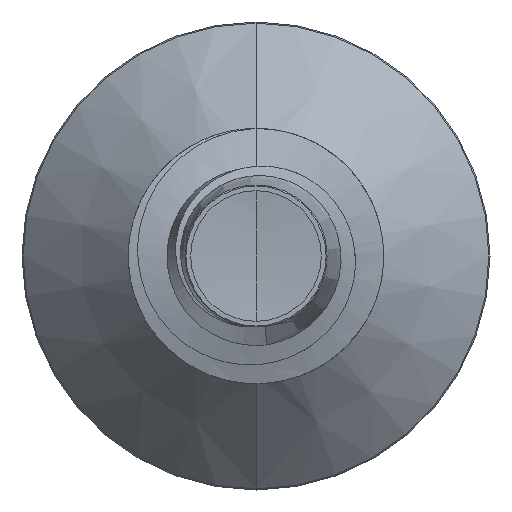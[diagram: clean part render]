
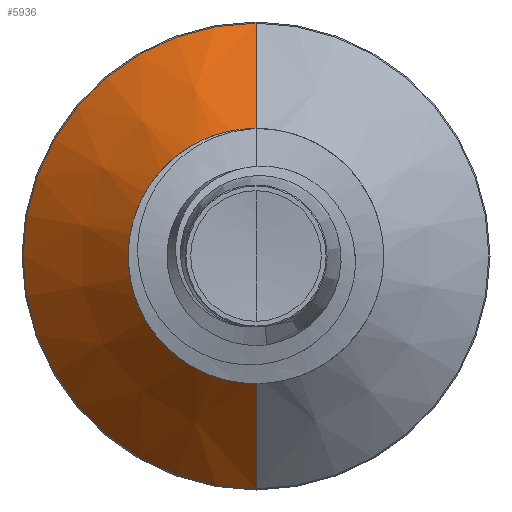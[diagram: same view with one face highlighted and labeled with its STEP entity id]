
A CAD part, front view. The second image highlights one B-rep face of the part: STEP entity #5936.
In plain terms, the highlighted conical face has half-angle 45 degrees and reference radius 1.414 mm.
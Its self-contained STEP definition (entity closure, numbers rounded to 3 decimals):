
#5 = CARTESIAN_POINT ( 'NONE',  ( 0., 5.114, 1.414 ) ) ;
#132 = VERTEX_POINT ( 'NONE', #8158 ) ;
#561 = DIRECTION ( 'NONE',  ( 0., 0., 1. ) ) ;
#568 = DIRECTION ( 'NONE',  ( 0., 1., 0. ) ) ;
#581 = CARTESIAN_POINT ( 'NONE',  ( 0., 5.114, 0. ) ) ;
#1356 = CARTESIAN_POINT ( 'NONE',  ( 0., 5.114, 0. ) ) ;
#1715 = DIRECTION ( 'NONE',  ( 0., 0., 1. ) ) ;
#1783 = DIRECTION ( 'NONE',  ( 0., 1., 0. ) ) ;
#2455 = EDGE_LOOP ( 'NONE', ( #8477, #12436, #2822, #3285 ) ) ;
#2764 = DIRECTION ( 'NONE',  ( 0., 0.707, -0.707 ) ) ;
#2822 = ORIENTED_EDGE ( 'NONE', *, *, #10942, .T. ) ;
#3033 = VERTEX_POINT ( 'NONE', #11657 ) ;
#3052 = CARTESIAN_POINT ( 'NONE',  ( 0., 5.114, -1.414 ) ) ;
#3141 = VECTOR ( 'NONE', #6205, 1000. ) ;
#3285 = ORIENTED_EDGE ( 'NONE', *, *, #10596, .F. ) ;
#3625 = DIRECTION ( 'NONE',  ( 0., 0., 1. ) ) ;
#3672 = DIRECTION ( 'NONE',  ( 0., 1., 0. ) ) ;
#3679 = CARTESIAN_POINT ( 'NONE',  ( 0., 6.437, 0. ) ) ;
#3965 = CARTESIAN_POINT ( 'NONE',  ( 0., 6.437, 2.737 ) ) ;
#4378 = VERTEX_POINT ( 'NONE', #6100 ) ;
#5936 = ADVANCED_FACE ( 'NONE', ( #10671 ), #10437, .T. ) ;
#6100 = CARTESIAN_POINT ( 'NONE',  ( 0., 5.114, -1.414 ) ) ;
#6205 = DIRECTION ( 'NONE',  ( 0., 0.707, 0.707 ) ) ;
#7328 = AXIS2_PLACEMENT_3D ( 'NONE', #1356, #1783, #1715 ) ;
#7796 = VECTOR ( 'NONE', #2764, 1000. ) ;
#8158 = CARTESIAN_POINT ( 'NONE',  ( 0., 5.114, 1.414 ) ) ;
#8477 = ORIENTED_EDGE ( 'NONE', *, *, #11067, .F. ) ;
#8914 = CIRCLE ( 'NONE', #12292, 1.414 ) ;
#10059 = LINE ( 'NONE', #3052, #7796 ) ;
#10437 = CONICAL_SURFACE ( 'NONE', #7328, 1.414, 0.785 ) ;
#10591 = VERTEX_POINT ( 'NONE', #3965 ) ;
#10596 = EDGE_CURVE ( 'NONE', #3033, #10591, #11151, .T. ) ;
#10671 = FACE_OUTER_BOUND ( 'NONE', #2455, .T. ) ;
#10770 = LINE ( 'NONE', #5, #3141 ) ;
#10895 = EDGE_CURVE ( 'NONE', #4378, #132, #8914, .T. ) ;
#10942 = EDGE_CURVE ( 'NONE', #132, #10591, #10770, .T. ) ;
#11067 = EDGE_CURVE ( 'NONE', #4378, #3033, #10059, .T. ) ;
#11151 = CIRCLE ( 'NONE', #12075, 2.737 ) ;
#11657 = CARTESIAN_POINT ( 'NONE',  ( 0., 6.437, -2.737 ) ) ;
#12075 = AXIS2_PLACEMENT_3D ( 'NONE', #3679, #3672, #3625 ) ;
#12292 = AXIS2_PLACEMENT_3D ( 'NONE', #581, #568, #561 ) ;
#12436 = ORIENTED_EDGE ( 'NONE', *, *, #10895, .T. ) ;
